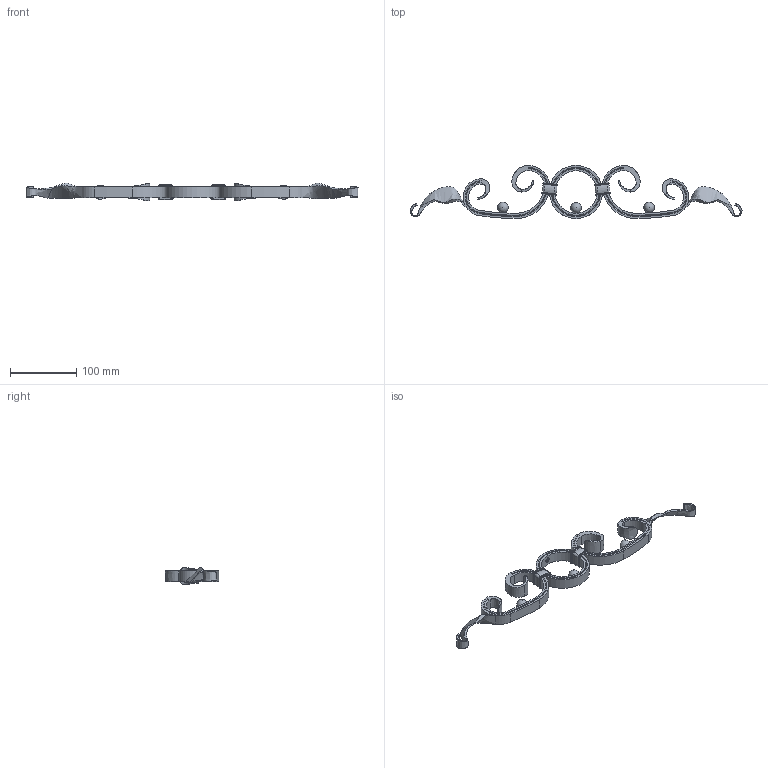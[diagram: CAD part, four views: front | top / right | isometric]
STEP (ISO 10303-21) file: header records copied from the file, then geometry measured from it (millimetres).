
FILE_DESCRIPTION (( 'STEP AP203' ), '1' );
FILE_NAME ('5025.STEP', '2024-04-24T10:53:38', ( '' ), ( '' ), 'SwSTEP 2.0', 'SolidWorks 2018', '' );
FILE_SCHEMA (( 'CONFIG_CONTROL_DESIGN' ));
Length unit declared in the file: millimetre
Products named in the file (1): 5025
Bounding box: 500.01 x 80 x 27.03 mm (x, y, z)
Volume: 137023.1 mm3; surface area: 64020.2 mm2
Topology: 8 solids, 8 shells, 675 faces, 1532 edges, 882 vertices
Faces by surface type: plane 248, cylinder 151, bspline 147, torus 90, cone 36, sphere 3
Full cylindrical faces by diameter (mm): 64 x1, 80 x1
Entity records: 25536 total; most frequent: CARTESIAN_POINT 11232, ORIENTED_EDGE 3030, DIRECTION 2791, EDGE_CURVE 1515, AXIS2_PLACEMENT_3D 1039, VERTEX_POINT 876, VECTOR 713, LINE 713
